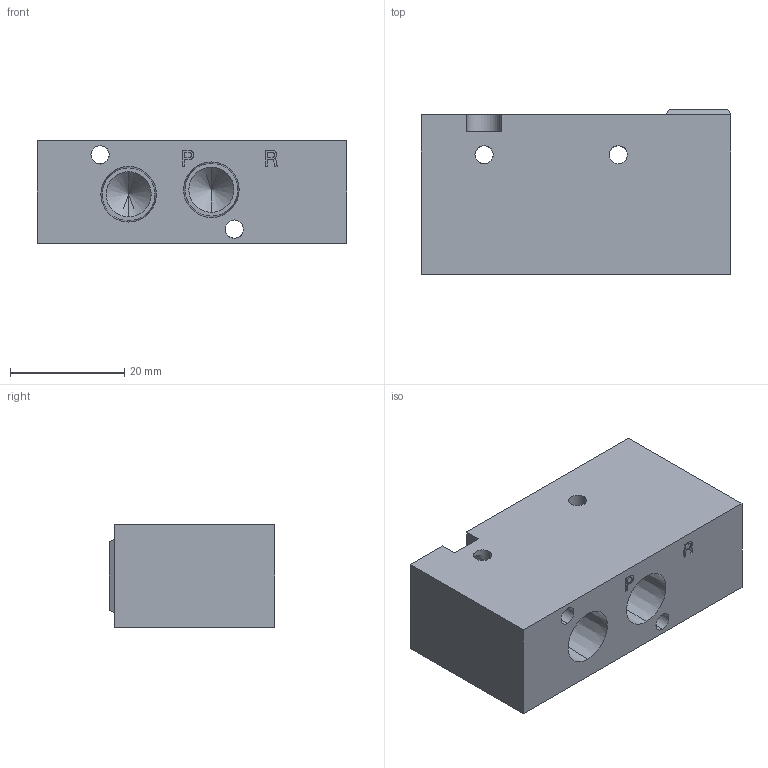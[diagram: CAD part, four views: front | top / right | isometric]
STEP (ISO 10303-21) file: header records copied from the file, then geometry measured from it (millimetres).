
FILE_DESCRIPTION (( 'STEP AP214' ), '1' );
FILE_NAME ('SYJA712-01F.step.step', '2015-04-17T12:04:37', ( 'Windows User' ), ( '' ), 'SwSTEP 2.0', 'SolidWorks 2015', '' );
FILE_SCHEMA (( 'AUTOMOTIVE_DESIGN' ));
Length unit declared in the file: millimetre
Products named in the file (2): SYJA712-01F.step; SYJA712-01F.step_SYJA700 BODY_712
Assembly tree (1 placements, depth 2):
  SYJA712-01F.step
    SYJA712-01F.step_SYJA700 BODY_712
Bounding box: 54.2 x 29 x 18 mm (x, y, z)
Volume: 23959.3 mm3; surface area: 8027.6 mm2
Topology: 1 solids, 1 shells, 117 faces, 305 edges, 192 vertices
Faces by surface type: plane 59, cylinder 29, bspline 15, cone 14
Entity records: 4861 total; most frequent: CARTESIAN_POINT 1481, ORIENTED_EDGE 594, DIRECTION 517, EDGE_CURVE 297, VECTOR 197, LINE 197, VERTEX_POINT 192, AXIS2_PLACEMENT_3D 160
